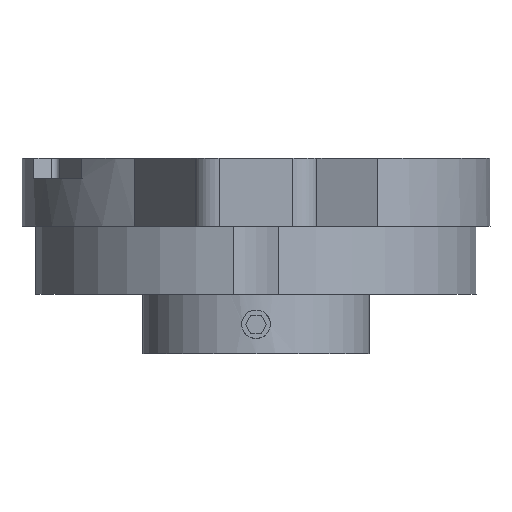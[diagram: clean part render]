
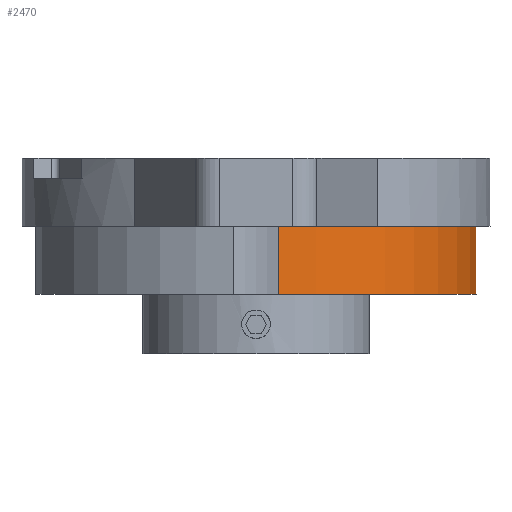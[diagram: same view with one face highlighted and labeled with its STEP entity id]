
A CAD part, left-side view. The second image highlights one B-rep face of the part: STEP entity #2470.
In plain terms, the highlighted cylindrical face has radius 26 mm (diameter 52 mm), a partial arc.
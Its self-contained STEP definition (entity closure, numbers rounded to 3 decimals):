
#362=FACE_OUTER_BOUND('',#486,.T.);
#486=EDGE_LOOP('',(#1769,#1770,#1771,#1772));
#633=CIRCLE('',#2622,26.);
#638=CIRCLE('',#2628,26.);
#858=LINE('',#3845,#1017);
#860=LINE('',#3854,#1019);
#1017=VECTOR('',#2971,10.);
#1019=VECTOR('',#2979,10.);
#1177=VERTEX_POINT('',#3842);
#1178=VERTEX_POINT('',#3844);
#1181=VERTEX_POINT('',#3851);
#1182=VERTEX_POINT('',#3853);
#1408=EDGE_CURVE('',#1178,#1177,#858,.T.);
#1412=EDGE_CURVE('',#1182,#1181,#860,.T.);
#1427=EDGE_CURVE('',#1177,#1182,#633,.T.);
#1432=EDGE_CURVE('',#1178,#1181,#638,.T.);
#1769=ORIENTED_EDGE('',*,*,#1408,.T.);
#1770=ORIENTED_EDGE('',*,*,#1427,.T.);
#1771=ORIENTED_EDGE('',*,*,#1412,.T.);
#1772=ORIENTED_EDGE('',*,*,#1432,.F.);
#2413=CYLINDRICAL_SURFACE('',#2627,26.);
#2470=ADVANCED_FACE('',(#362),#2413,.T.);
#2622=AXIS2_PLACEMENT_3D('',#3882,#3004,#3005);
#2627=AXIS2_PLACEMENT_3D('',#3891,#3014,#3015);
#2628=AXIS2_PLACEMENT_3D('',#3892,#3016,#3017);
#2971=DIRECTION('',(0.,0.,1.));
#2979=DIRECTION('',(0.,0.,-1.));
#3004=DIRECTION('center_axis',(0.,0.,-1.));
#3005=DIRECTION('ref_axis',(-1.,0.,0.));
#3014=DIRECTION('center_axis',(0.,0.,1.));
#3015=DIRECTION('ref_axis',(1.,0.,0.));
#3016=DIRECTION('center_axis',(0.,0.,-1.));
#3017=DIRECTION('ref_axis',(1.,0.,0.));
#3842=CARTESIAN_POINT('',(25.863,-2.669,0.));
#3844=CARTESIAN_POINT('',(25.863,-2.669,-8.));
#3845=CARTESIAN_POINT('',(25.863,-2.669,-8.));
#3851=CARTESIAN_POINT('',(-25.863,-2.669,-8.));
#3853=CARTESIAN_POINT('',(-25.863,-2.669,0.));
#3854=CARTESIAN_POINT('',(-25.863,-2.669,-8.));
#3882=CARTESIAN_POINT('Origin',(0.,0.,0.));
#3891=CARTESIAN_POINT('Origin',(0.,0.,-8.533));
#3892=CARTESIAN_POINT('Origin',(0.,0.,-8.));
